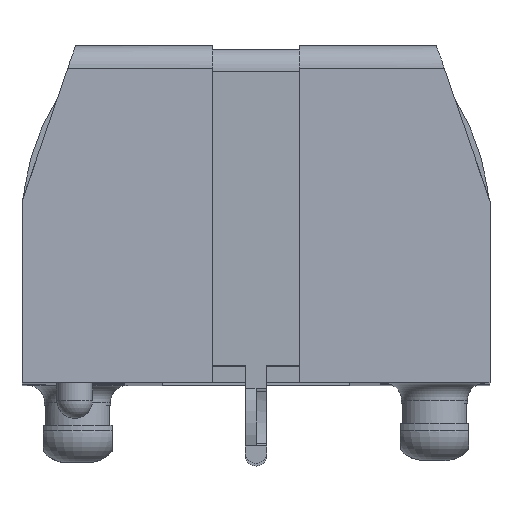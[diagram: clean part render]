
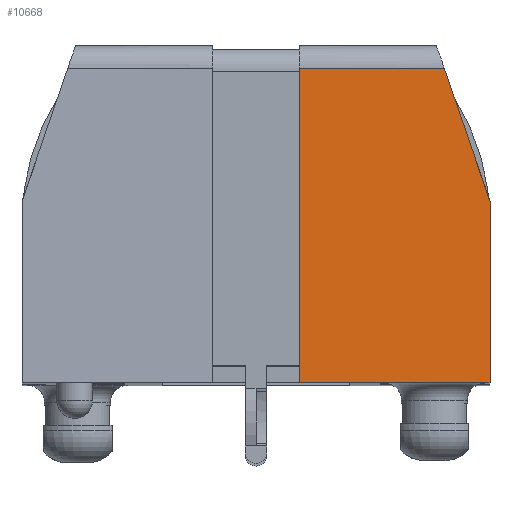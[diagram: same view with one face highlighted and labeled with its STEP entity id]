
A CAD part, top view. The second image highlights one B-rep face of the part: STEP entity #10668.
In plain terms, the highlighted planar face has unit normal (0, 0.018, 1).
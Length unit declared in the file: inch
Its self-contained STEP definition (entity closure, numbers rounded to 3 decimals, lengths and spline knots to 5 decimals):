
#337 = EDGE_CURVE ( 'NONE', #5406, #18111, #27398, .T. ) ;
#1511 = ORIENTED_EDGE ( 'NONE', *, *, #27100, .F. ) ;
#1669 = DIRECTION ( 'NONE',  ( -1., 0., 0. ) ) ;
#2022 = CARTESIAN_POINT ( 'NONE',  ( 0.32706, 0.5457, 1.50729 ) ) ;
#2860 = ORIENTED_EDGE ( 'NONE', *, *, #15611, .F. ) ;
#5078 = EDGE_LOOP ( 'NONE', ( #1511, #25477, #2860, #26685, #28208 ) ) ;
#5406 = VERTEX_POINT ( 'NONE', #10498 ) ;
#6161 = CARTESIAN_POINT ( 'NONE',  ( 0.43825, 0.22278, 1.51292 ) ) ;
#6604 = DIRECTION ( 'NONE',  ( -1., 0., 0. ) ) ;
#6843 = CARTESIAN_POINT ( 'NONE',  ( -0.4065, -0.068, 1.518 ) ) ;
#7073 = FACE_OUTER_BOUND ( 'NONE', #5078, .T. ) ;
#7495 = VECTOR ( 'NONE', #10649, 39.37008 ) ;
#9114 = DIRECTION ( 'NONE',  ( 0., 0.017, 1. ) ) ;
#9455 = CARTESIAN_POINT ( 'NONE',  ( 0.075, 0., 1.51681 ) ) ;
#10498 = CARTESIAN_POINT ( 'NONE',  ( 0.4065, 0., 1.51681 ) ) ;
#10508 = CARTESIAN_POINT ( 'NONE',  ( 0.075, -0.068, 1.518 ) ) ;
#10649 = DIRECTION ( 'NONE',  ( 0., -1., 0.017 ) ) ;
#10668 = ADVANCED_FACE ( 'NONE', ( #7073 ), #20477, .T. ) ;
#12869 = DIRECTION ( 'NONE',  ( 0., 1., -0.017 ) ) ;
#15611 = EDGE_CURVE ( 'NONE', #18111, #29137, #27908, .T. ) ;
#17179 = LINE ( 'NONE', #6161, #22558 ) ;
#17682 = CARTESIAN_POINT ( 'NONE',  ( -0.4065, 0., 1.51681 ) ) ;
#18111 = VERTEX_POINT ( 'NONE', #9455 ) ;
#19866 = CARTESIAN_POINT ( 'NONE',  ( 0.075, 0.5457, 1.50729 ) ) ;
#20371 = VECTOR ( 'NONE', #6604, 39.37008 ) ;
#20477 = PLANE ( 'NONE',  #23047 ) ;
#21139 = VECTOR ( 'NONE', #12869, 39.37008 ) ;
#22082 = CARTESIAN_POINT ( 'NONE',  ( 0.4065, -0.068, 1.518 ) ) ;
#22558 = VECTOR ( 'NONE', #24500, 39.37008 ) ;
#23047 = AXIS2_PLACEMENT_3D ( 'NONE', #6843, #9114, #25150 ) ;
#24500 = DIRECTION ( 'NONE',  ( 0.326, -0.945, 0.017 ) ) ;
#24925 = CARTESIAN_POINT ( 'NONE',  ( 0.075, 0.5457, 1.50729 ) ) ;
#24928 = EDGE_CURVE ( 'NONE', #26457, #5406, #25755, .T. ) ;
#25150 = DIRECTION ( 'NONE',  ( 0., -1., 0.017 ) ) ;
#25477 = ORIENTED_EDGE ( 'NONE', *, *, #28014, .T. ) ;
#25755 = LINE ( 'NONE', #22082, #7495 ) ;
#26398 = LINE ( 'NONE', #24925, #20371 ) ;
#26457 = VERTEX_POINT ( 'NONE', #28715 ) ;
#26685 = ORIENTED_EDGE ( 'NONE', *, *, #337, .F. ) ;
#27100 = EDGE_CURVE ( 'NONE', #29543, #26457, #17179, .T. ) ;
#27398 = LINE ( 'NONE', #17682, #28820 ) ;
#27908 = LINE ( 'NONE', #10508, #21139 ) ;
#28014 = EDGE_CURVE ( 'NONE', #29543, #29137, #26398, .T. ) ;
#28208 = ORIENTED_EDGE ( 'NONE', *, *, #24928, .F. ) ;
#28715 = CARTESIAN_POINT ( 'NONE',  ( 0.4065, 0.315, 1.51131 ) ) ;
#28820 = VECTOR ( 'NONE', #1669, 39.37008 ) ;
#29137 = VERTEX_POINT ( 'NONE', #19866 ) ;
#29543 = VERTEX_POINT ( 'NONE', #2022 ) ;
